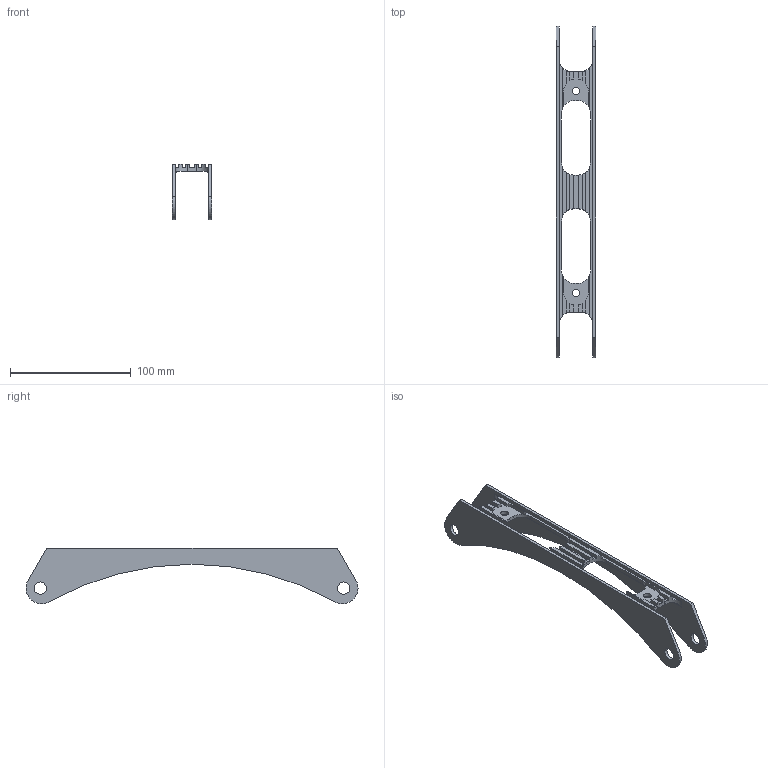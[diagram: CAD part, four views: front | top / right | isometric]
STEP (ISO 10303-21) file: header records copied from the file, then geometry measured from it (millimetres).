
FILE_DESCRIPTION(/* description */ (''),/* implementation_level */ '2;1');
FILE_NAME(/* name */ 'Core Medium 250mm.step',/* time_stamp */ '2021-03-05T11:26:58-05:00',/* author */ (''),/* organization */ (''),/* preprocessor_version */ 'ST-DEVELOPER v18.1',/* originating_system */ 'Autodesk Translation Framework v9.7.0.1280',/* authorisation */ '');
FILE_SCHEMA (('AUTOMOTIVE_DESIGN { 1 0 10303 214 3 1 1 }'));
Length unit declared in the file: millimetre
Products named in the file (1): Core-Medium-extrusion 65
Bounding box: 33 x 274.62 x 46 mm (x, y, z)
Volume: 43827.7 mm3; surface area: 36659.4 mm2
Topology: 1 solids, 1 shells, 104 faces, 312 edges, 208 vertices
Faces by surface type: plane 70, cylinder 34
Full cylindrical faces by diameter (mm): 6.2 x2, 10.1 x4
Entity records: 3641 total; most frequent: CARTESIAN_POINT 693, ORIENTED_EDGE 624, DIRECTION 610, EDGE_CURVE 312, VERTEX_POINT 208, AXIS2_PLACEMENT_3D 205, LINE 200, VECTOR 200
